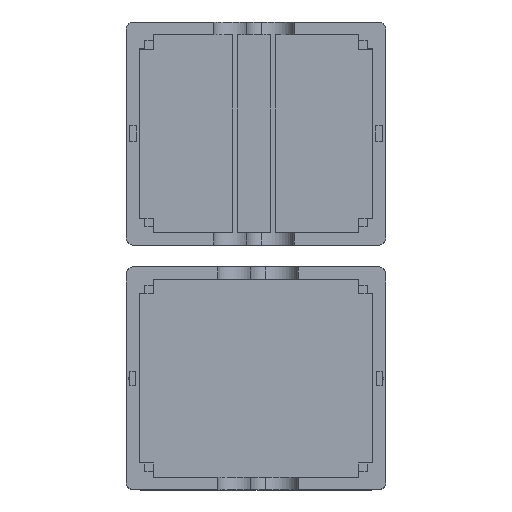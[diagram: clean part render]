
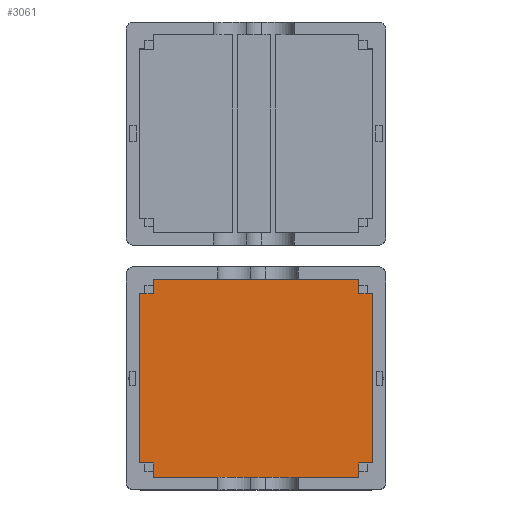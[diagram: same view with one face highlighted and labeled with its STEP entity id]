
A CAD part, top view. The second image highlights one B-rep face of the part: STEP entity #3061.
In plain terms, the highlighted planar face has unit normal (0, 0, 1).
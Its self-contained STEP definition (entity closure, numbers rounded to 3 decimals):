
#113=PLANE('',#3318);
#345=LINE('',#6868,#609);
#348=LINE('',#6873,#612);
#350=LINE('',#6878,#614);
#355=LINE('',#6887,#619);
#357=LINE('',#6892,#621);
#362=LINE('',#6901,#626);
#364=LINE('',#6906,#628);
#366=LINE('',#6910,#630);
#368=LINE('',#6913,#632);
#369=LINE('',#6915,#633);
#371=LINE('',#6924,#635);
#372=LINE('',#6925,#636);
#609=VECTOR('',#4024,10.);
#612=VECTOR('',#4029,10.);
#614=VECTOR('',#4033,10.);
#619=VECTOR('',#4040,10.);
#621=VECTOR('',#4044,10.);
#626=VECTOR('',#4051,10.);
#628=VECTOR('',#4055,10.);
#630=VECTOR('',#4059,10.);
#632=VECTOR('',#4063,10.);
#633=VECTOR('',#4066,10.);
#635=VECTOR('',#4076,10.);
#636=VECTOR('',#4077,10.);
#829=FACE_OUTER_BOUND('',#1004,.T.);
#1004=EDGE_LOOP('',(#2767,#2768,#2769,#2770,#2771,#2772,#2773,#2774,#2775,
#2776,#2777,#2778));
#1476=VERTEX_POINT('',#6865);
#1477=VERTEX_POINT('',#6867);
#1478=VERTEX_POINT('',#6871);
#1479=VERTEX_POINT('',#6875);
#1480=VERTEX_POINT('',#6877);
#1483=VERTEX_POINT('',#6885);
#1484=VERTEX_POINT('',#6889);
#1485=VERTEX_POINT('',#6891);
#1488=VERTEX_POINT('',#6899);
#1489=VERTEX_POINT('',#6903);
#1490=VERTEX_POINT('',#6905);
#1491=VERTEX_POINT('',#6909);
#1906=EDGE_CURVE('',#1477,#1476,#345,.T.);
#1909=EDGE_CURVE('',#1476,#1478,#348,.T.);
#1911=EDGE_CURVE('',#1480,#1479,#350,.T.);
#1916=EDGE_CURVE('',#1479,#1483,#355,.T.);
#1918=EDGE_CURVE('',#1485,#1484,#357,.T.);
#1923=EDGE_CURVE('',#1484,#1488,#362,.T.);
#1925=EDGE_CURVE('',#1490,#1489,#364,.T.);
#1927=EDGE_CURVE('',#1491,#1490,#366,.T.);
#1929=EDGE_CURVE('',#1477,#1489,#368,.T.);
#1930=EDGE_CURVE('',#1491,#1488,#369,.T.);
#1935=EDGE_CURVE('',#1480,#1478,#371,.T.);
#1936=EDGE_CURVE('',#1485,#1483,#372,.T.);
#2767=ORIENTED_EDGE('',*,*,#1925,.T.);
#2768=ORIENTED_EDGE('',*,*,#1929,.F.);
#2769=ORIENTED_EDGE('',*,*,#1906,.T.);
#2770=ORIENTED_EDGE('',*,*,#1909,.T.);
#2771=ORIENTED_EDGE('',*,*,#1935,.F.);
#2772=ORIENTED_EDGE('',*,*,#1911,.T.);
#2773=ORIENTED_EDGE('',*,*,#1916,.T.);
#2774=ORIENTED_EDGE('',*,*,#1936,.F.);
#2775=ORIENTED_EDGE('',*,*,#1918,.T.);
#2776=ORIENTED_EDGE('',*,*,#1923,.T.);
#2777=ORIENTED_EDGE('',*,*,#1930,.F.);
#2778=ORIENTED_EDGE('',*,*,#1927,.T.);
#3061=ADVANCED_FACE('',(#829),#113,.T.);
#3318=AXIS2_PLACEMENT_3D('',#6923,#4074,#4075);
#4024=DIRECTION('',(-1.,0.,0.));
#4029=DIRECTION('',(0.,1.,0.));
#4033=DIRECTION('',(0.,-1.,0.));
#4040=DIRECTION('',(-1.,0.,0.));
#4044=DIRECTION('',(1.,0.,0.));
#4051=DIRECTION('',(0.,-1.,0.));
#4055=DIRECTION('',(1.,0.,0.));
#4059=DIRECTION('',(0.,1.,0.));
#4063=DIRECTION('',(0.,-1.,0.));
#4066=DIRECTION('',(-1.,0.,0.));
#4074=DIRECTION('center_axis',(0.,0.,1.));
#4075=DIRECTION('ref_axis',(1.,0.,0.));
#4076=DIRECTION('',(1.,0.,0.));
#4077=DIRECTION('',(0.,1.,0.));
#6865=CARTESIAN_POINT('',(-11.875,-10.302,-0.826));
#6867=CARTESIAN_POINT('',(-10.875,-10.302,-0.826));
#6868=CARTESIAN_POINT('',(-14.938,-10.302,-0.826));
#6871=CARTESIAN_POINT('',(-11.875,-9.302,-0.826));
#6873=CARTESIAN_POINT('',(-11.875,-13.24,-0.826));
#6875=CARTESIAN_POINT('',(-26.125,-10.302,-0.826));
#6877=CARTESIAN_POINT('',(-26.125,-9.302,-0.826));
#6878=CARTESIAN_POINT('',(-26.125,-12.74,-0.826));
#6885=CARTESIAN_POINT('',(-27.125,-10.302,-0.826));
#6887=CARTESIAN_POINT('',(-22.563,-10.302,-0.826));
#6889=CARTESIAN_POINT('',(-26.125,-22.052,-0.826));
#6891=CARTESIAN_POINT('',(-27.125,-22.052,-0.826));
#6892=CARTESIAN_POINT('',(-23.063,-22.052,-0.826));
#6899=CARTESIAN_POINT('',(-26.125,-23.052,-0.826));
#6901=CARTESIAN_POINT('',(-26.125,-19.115,-0.826));
#6903=CARTESIAN_POINT('',(-10.875,-22.052,-0.826));
#6905=CARTESIAN_POINT('',(-11.875,-22.052,-0.826));
#6906=CARTESIAN_POINT('',(-15.438,-22.052,-0.826));
#6909=CARTESIAN_POINT('',(-11.875,-23.052,-0.826));
#6910=CARTESIAN_POINT('',(-11.875,-19.615,-0.826));
#6913=CARTESIAN_POINT('',(-10.875,-19.615,-0.826));
#6915=CARTESIAN_POINT('',(-23.063,-23.052,-0.826));
#6923=CARTESIAN_POINT('Origin',(-19.,-16.177,-0.826));
#6924=CARTESIAN_POINT('',(-14.938,-9.302,-0.826));
#6925=CARTESIAN_POINT('',(-27.125,-12.74,-0.826));
